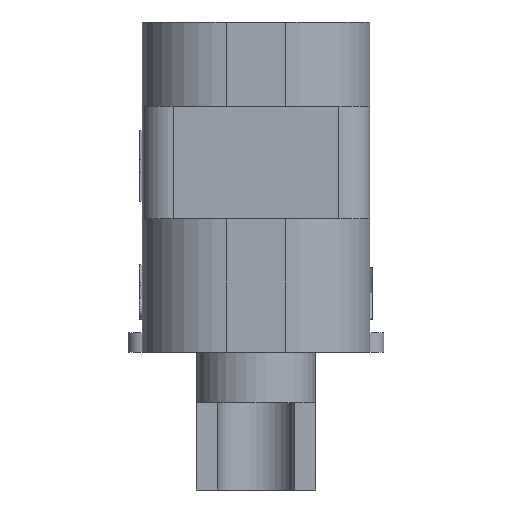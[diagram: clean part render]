
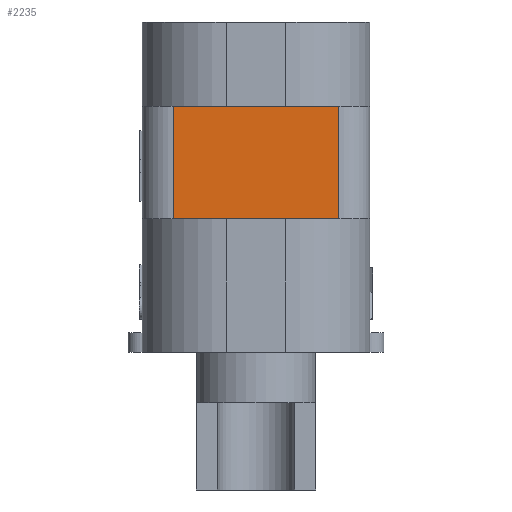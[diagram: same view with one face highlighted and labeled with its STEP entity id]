
A CAD part, front view. The second image highlights one B-rep face of the part: STEP entity #2235.
In plain terms, the highlighted planar face has unit normal (0, -1, 0).
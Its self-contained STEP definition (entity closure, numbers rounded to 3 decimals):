
#2235=ADVANCED_FACE('',(#2782),#2561,.F.);
#2561=PLANE('',#9224);
#2782=FACE_OUTER_BOUND('',#3130,.T.);
#3130=EDGE_LOOP('',(#3847,#3848,#3849,#3850));
#3847=ORIENTED_EDGE('',*,*,#6225,.F.);
#3848=ORIENTED_EDGE('',*,*,#6226,.T.);
#3849=ORIENTED_EDGE('',*,*,#6227,.T.);
#3850=ORIENTED_EDGE('',*,*,#6228,.T.);
#5597=VERTEX_POINT('',#13493);
#5598=VERTEX_POINT('',#13494);
#5599=VERTEX_POINT('',#13496);
#5600=VERTEX_POINT('',#13498);
#6225=EDGE_CURVE('',#5597,#5598,#7760,.T.);
#6226=EDGE_CURVE('',#5597,#5599,#7761,.T.);
#6227=EDGE_CURVE('',#5599,#5600,#7762,.T.);
#6228=EDGE_CURVE('',#5600,#5598,#7763,.T.);
#7760=LINE('',#13492,#8203);
#7761=LINE('',#13495,#8204);
#7762=LINE('',#13497,#8205);
#7763=LINE('',#13499,#8206);
#8203=VECTOR('',#9915,1.);
#8204=VECTOR('',#9916,1.);
#8205=VECTOR('',#9917,1.);
#8206=VECTOR('',#9918,1.);
#9224=AXIS2_PLACEMENT_3D('',#13500,#9919,#9920);
#9915=DIRECTION('',(-1.,0.,0.));
#9916=DIRECTION('',(0.,0.,1.));
#9917=DIRECTION('',(-1.,0.,0.));
#9918=DIRECTION('',(0.,0.,-1.));
#9919=DIRECTION('',(0.,1.,0.));
#9920=DIRECTION('',(0.,0.,1.));
#13492=CARTESIAN_POINT('',(4.05,-13.6,-4.));
#13493=CARTESIAN_POINT('',(2.95,-13.6,-4.));
#13494=CARTESIAN_POINT('',(-2.95,-13.6,-4.));
#13495=CARTESIAN_POINT('',(2.95,-13.6,-4.));
#13496=CARTESIAN_POINT('',(2.95,-13.6,0.));
#13497=CARTESIAN_POINT('',(4.05,-13.6,0.));
#13498=CARTESIAN_POINT('',(-2.95,-13.6,0.));
#13499=CARTESIAN_POINT('',(-2.95,-13.6,-4.));
#13500=CARTESIAN_POINT('',(4.05,-13.6,-4.));
